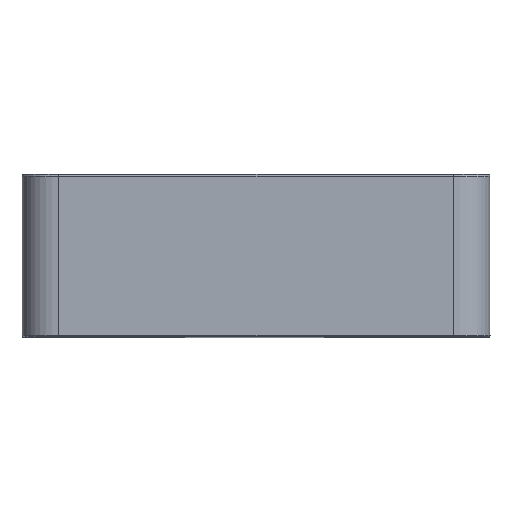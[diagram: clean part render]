
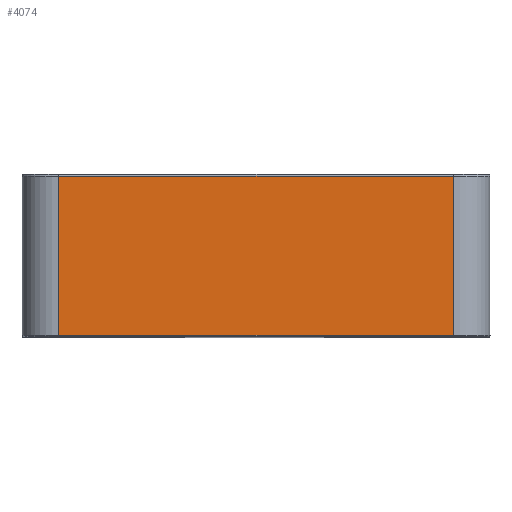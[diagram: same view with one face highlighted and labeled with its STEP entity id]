
A CAD part, top view. The second image highlights one B-rep face of the part: STEP entity #4074.
In plain terms, the highlighted planar face has unit normal (0, 0, 1).
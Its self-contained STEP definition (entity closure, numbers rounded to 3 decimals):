
#838=DIRECTION('',(0.,-1.,0.));
#839=VECTOR('',#838,10.2);
#840=CARTESIAN_POINT('',(-12.65,10.3,15.));
#841=LINE('',#840,#839);
#846=DIRECTION('',(-1.,0.,0.));
#847=VECTOR('',#846,25.3);
#848=CARTESIAN_POINT('',(12.65,10.3,15.));
#849=LINE('',#848,#847);
#873=DIRECTION('',(0.,1.,0.));
#874=VECTOR('',#873,10.2);
#875=CARTESIAN_POINT('',(12.65,0.1,15.));
#876=LINE('',#875,#874);
#926=DIRECTION('',(1.,0.,0.));
#927=VECTOR('',#926,25.3);
#928=CARTESIAN_POINT('',(-12.65,0.1,15.));
#929=LINE('',#928,#927);
#2870=CARTESIAN_POINT('',(12.65,0.1,15.));
#2871=VERTEX_POINT('',#2870);
#2873=CARTESIAN_POINT('',(12.65,10.3,15.));
#2875=VERTEX_POINT('',#2873);
#2880=CARTESIAN_POINT('',(-12.65,10.3,15.));
#2881=VERTEX_POINT('',#2880);
#2884=CARTESIAN_POINT('',(-12.65,0.1,15.));
#2885=VERTEX_POINT('',#2884);
#4060=CARTESIAN_POINT('',(-12.65,10.4,15.));
#4061=DIRECTION('',(0.,0.,1.));
#4062=DIRECTION('',(1.,0.,0.));
#4063=AXIS2_PLACEMENT_3D('',#4060,#4061,#4062);
#4064=PLANE('',#4063);
#4066=ORIENTED_EDGE('',*,*,#4065,.F.);
#4068=ORIENTED_EDGE('',*,*,#4067,.F.);
#4070=ORIENTED_EDGE('',*,*,#4069,.F.);
#4071=ORIENTED_EDGE('',*,*,#4052,.F.);
#4072=EDGE_LOOP('',(#4066,#4068,#4070,#4071));
#4073=FACE_OUTER_BOUND('',#4072,.F.);
#4074=ADVANCED_FACE('',(#4073),#4064,.T.);
#4052=EDGE_CURVE('',#2881,#2885,#841,.T.);
#4065=EDGE_CURVE('',#2875,#2881,#849,.T.);
#4067=EDGE_CURVE('',#2871,#2875,#876,.T.);
#4069=EDGE_CURVE('',#2885,#2871,#929,.T.);
